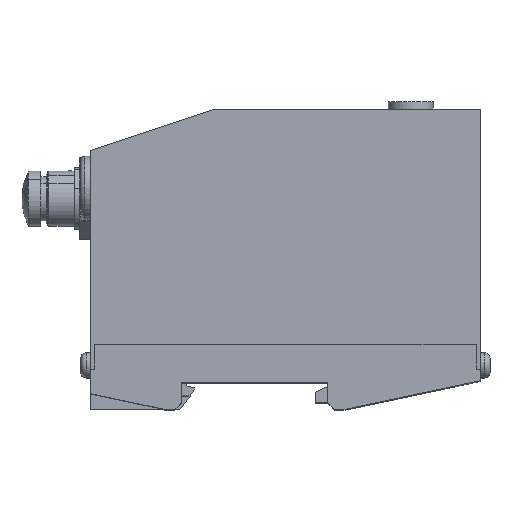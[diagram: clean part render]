
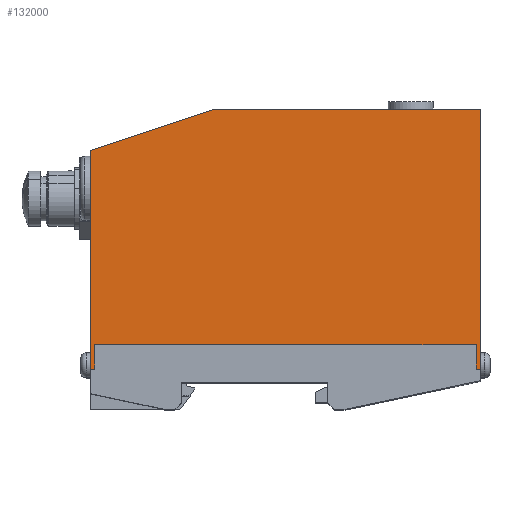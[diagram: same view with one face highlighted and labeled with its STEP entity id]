
A CAD part, top view. The second image highlights one B-rep face of the part: STEP entity #132000.
In plain terms, the highlighted planar face has unit normal (0, 0, 1).
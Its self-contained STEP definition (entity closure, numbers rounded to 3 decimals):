
#18050=CARTESIAN_POINT('',(55.,0.,65.65));
#18060=DIRECTION('',(0.,-1.,0.));
#18070=VECTOR('',#18060,1.);
#18080=LINE('',#18050,#18070);
#18090=CARTESIAN_POINT('',(55.,73.,
65.65));
#18100=VERTEX_POINT('',#18090);
#18110=CARTESIAN_POINT('',(55.,9.7,
65.65));
#18120=VERTEX_POINT('',#18110);
#18130=EDGE_CURVE('',#18100,#18120,#18080,.T.);
#131300=CARTESIAN_POINT('',(26.452,7.734,
65.65));
#131310=DIRECTION('',(0.,0.,1.));
#131320=DIRECTION('',(1.,0.,0.));
#131330=AXIS2_PLACEMENT_3D('',#131300,#131310,#131320);
#131340=PLANE('',#131330);
#131350=CARTESIAN_POINT('',(0.,76.333,65.65));
#131360=DIRECTION('',(-0.949,-0.316,0.));
#131370=VECTOR('',#131360,1.);
#131380=LINE('',#131350,#131370);
#131390=CARTESIAN_POINT('',(-10.,73.,
65.65));
#131400=VERTEX_POINT('',#131390);
#131410=CARTESIAN_POINT('',(-40.,63.,
65.65));
#131420=VERTEX_POINT('',#131410);
#131430=EDGE_CURVE('',#131400,#131420,#131380,.T.);
#131440=ORIENTED_EDGE('',*,*,#131430,.T.);
#131450=CARTESIAN_POINT('',(0.,73.,65.65));
#131460=DIRECTION('',(-1.,0.,0.));
#131470=VECTOR('',#131460,1.);
#131480=LINE('',#131450,#131470);
#131490=EDGE_CURVE('',#18100,#131400,#131480,.T.);
#131500=ORIENTED_EDGE('',*,*,#131490,.T.);
#131510=ORIENTED_EDGE('',*,*,#18130,.F.);
#131520=CARTESIAN_POINT('',(0.,9.7,65.65));
#131530=DIRECTION('',(-1.,0.,0.));
#131540=VECTOR('',#131530,1.);
#131550=LINE('',#131520,#131540);
#131560=CARTESIAN_POINT('',(54.,9.7,
65.65));
#131570=VERTEX_POINT('',#131560);
#131580=EDGE_CURVE('',#18120,#131570,#131550,.T.);
#131590=ORIENTED_EDGE('',*,*,#131580,.F.);
#131600=CARTESIAN_POINT('',(54.,0.,65.65));
#131610=DIRECTION('',(0.,1.,0.));
#131620=VECTOR('',#131610,1.);
#131630=LINE('',#131600,#131620);
#131640=CARTESIAN_POINT('',(54.,15.7,
65.65));
#131650=VERTEX_POINT('',#131640);
#131660=EDGE_CURVE('',#131570,#131650,#131630,.T.);
#131670=ORIENTED_EDGE('',*,*,#131660,.F.);
#131680=CARTESIAN_POINT('',(0.,15.7,65.65));
#131690=DIRECTION('',(-1.,0.,0.));
#131700=VECTOR('',#131690,1.);
#131710=LINE('',#131680,#131700);
#131720=CARTESIAN_POINT('',(-39.,15.7,
65.65));
#131730=VERTEX_POINT('',#131720);
#131740=EDGE_CURVE('',#131650,#131730,#131710,.T.);
#131750=ORIENTED_EDGE('',*,*,#131740,.F.);
#131760=CARTESIAN_POINT('',(-39.,0.,65.65));
#131770=DIRECTION('',(0.,-1.,0.));
#131780=VECTOR('',#131770,1.);
#131790=LINE('',#131760,#131780);
#131800=CARTESIAN_POINT('',(-39.,9.7,
65.65));
#131810=VERTEX_POINT('',#131800);
#131820=EDGE_CURVE('',#131730,#131810,#131790,.T.);
#131830=ORIENTED_EDGE('',*,*,#131820,.F.);
#131840=CARTESIAN_POINT('',(0.,9.7,65.65));
#131850=DIRECTION('',(-1.,0.,0.));
#131860=VECTOR('',#131850,1.);
#131870=LINE('',#131840,#131860);
#131880=CARTESIAN_POINT('',(-40.,9.7,
65.65));
#131890=VERTEX_POINT('',#131880);
#131900=EDGE_CURVE('',#131810,#131890,#131870,.T.);
#131910=ORIENTED_EDGE('',*,*,#131900,.F.);
#131920=CARTESIAN_POINT('',(-40.,0.,65.65));
#131930=DIRECTION('',(0.,1.,0.));
#131940=VECTOR('',#131930,1.);
#131950=LINE('',#131920,#131940);
#131960=EDGE_CURVE('',#131890,#131420,#131950,.T.);
#131970=ORIENTED_EDGE('',*,*,#131960,.F.);
#131980=EDGE_LOOP('',(#131970,#131910,#131830,#131750,#131670,#131590,
#131510,#131500,#131440));
#131990=FACE_OUTER_BOUND('',#131980,.T.);
#132000=ADVANCED_FACE('',(#131990),#131340,.T.);
